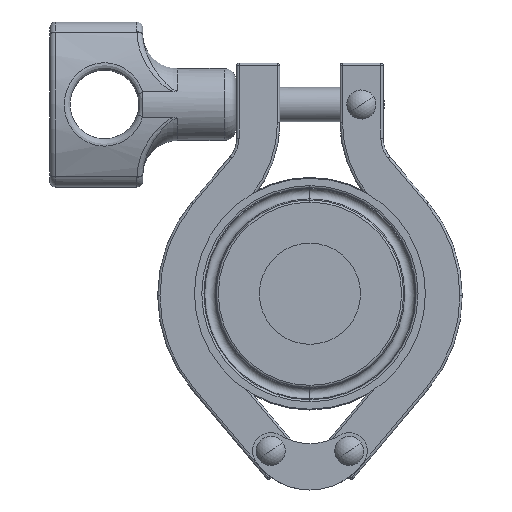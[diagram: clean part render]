
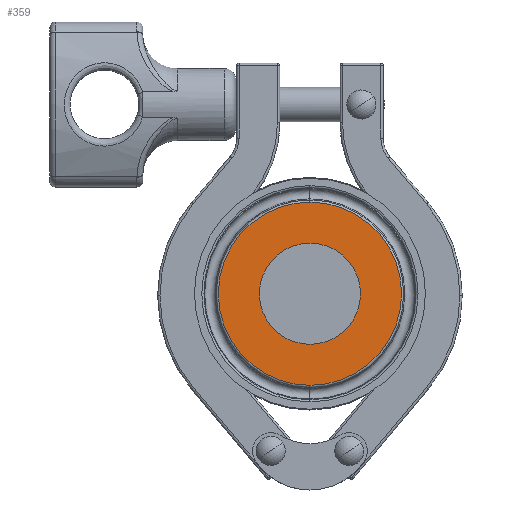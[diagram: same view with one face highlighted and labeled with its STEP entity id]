
A CAD part, front view. The second image highlights one B-rep face of the part: STEP entity #359.
In plain terms, the highlighted planar face has unit normal (0, -1, 0).
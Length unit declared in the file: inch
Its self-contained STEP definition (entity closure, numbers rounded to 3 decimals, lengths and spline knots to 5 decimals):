
#359 = ADVANCED_FACE ( 'Defeatured_0_271', ( #3636, #1620 ), #6059, .T. ) ;
#1084 = CIRCLE ( 'NONE', #11147, 0.78791 ) ;
#1127 = EDGE_LOOP ( 'NONE', ( #8284, #9374 ) ) ;
#1337 = DIRECTION ( 'NONE',  ( 0., -1., 0. ) ) ;
#1620 = FACE_OUTER_BOUND ( 'NONE', #1127, .T. ) ;
#2111 = EDGE_CURVE ( 'Defeatured_0_274+Defeatured_0_271+Defeatured_0_271+Defeatured_0_271', #9386, #12494, #4565, .T. ) ;
#2309 = AXIS2_PLACEMENT_3D ( 'NONE', #3585, #11426, #7550 ) ;
#2478 = DIRECTION ( 'NONE',  ( 0., -1., 0. ) ) ;
#2588 = VERTEX_POINT ( 'NONE', #3562 ) ;
#2640 = EDGE_CURVE ( 'Defeatured_0_271+Defeatured_0_270+Defeatured_0_270+Defeatured_0_270', #8233, #2588, #11720, .T. ) ;
#3216 = AXIS2_PLACEMENT_3D ( 'NONE', #12256, #1337, #11155 ) ;
#3499 = ORIENTED_EDGE ( 'NONE', *, *, #4229, .F. ) ;
#3562 = CARTESIAN_POINT ( 'NONE',  ( 0., -0.06, -0.78791 ) ) ;
#3585 = CARTESIAN_POINT ( 'NONE',  ( 0., -0.06, 0. ) ) ;
#3636 = FACE_BOUND ( 'NONE', #10377, .T. ) ;
#4229 = EDGE_CURVE ( 'Defeatured_0_274+Defeatured_0_271+Defeatured_0_271+Defeatured_0_271', #12494, #9386, #6536, .T. ) ;
#4565 = CIRCLE ( 'NONE', #5945, 0.435 ) ;
#4658 = CARTESIAN_POINT ( 'NONE',  ( 0., -0.06, 0. ) ) ;
#5181 = EDGE_CURVE ( 'Defeatured_0_271+Defeatured_0_270+Defeatured_0_270+Defeatured_0_270', #2588, #8233, #1084, .T. ) ;
#5475 = DIRECTION ( 'NONE',  ( 0., 0., -1. ) ) ;
#5513 = CARTESIAN_POINT ( 'NONE',  ( 0., -0.06, 0. ) ) ;
#5945 = AXIS2_PLACEMENT_3D ( 'NONE', #4658, #6657, #5475 ) ;
#6059 = PLANE ( 'NONE',  #9791 ) ;
#6146 = DIRECTION ( 'NONE',  ( 0., 0., -1. ) ) ;
#6523 = CARTESIAN_POINT ( 'NONE',  ( 0., -0.06, -0.435 ) ) ;
#6536 = CIRCLE ( 'NONE', #2309, 0.435 ) ;
#6657 = DIRECTION ( 'NONE',  ( 0., -1., 0. ) ) ;
#7550 = DIRECTION ( 'NONE',  ( 0., 0., -1. ) ) ;
#7644 = ORIENTED_EDGE ( 'NONE', *, *, #2111, .F. ) ;
#8233 = VERTEX_POINT ( 'NONE', #12314 ) ;
#8284 = ORIENTED_EDGE ( 'NONE', *, *, #5181, .T. ) ;
#9374 = ORIENTED_EDGE ( 'NONE', *, *, #2640, .T. ) ;
#9386 = VERTEX_POINT ( 'NONE', #6523 ) ;
#9791 = AXIS2_PLACEMENT_3D ( 'NONE', #10071, #11063, #6146 ) ;
#10071 = CARTESIAN_POINT ( 'NONE',  ( 0.80115, -0.06, 0. ) ) ;
#10377 = EDGE_LOOP ( 'NONE', ( #7644, #3499 ) ) ;
#10454 = CARTESIAN_POINT ( 'NONE',  ( 0., -0.06, 0.435 ) ) ;
#11063 = DIRECTION ( 'NONE',  ( 0., -1., 0. ) ) ;
#11147 = AXIS2_PLACEMENT_3D ( 'NONE', #5513, #2478, #11345 ) ;
#11155 = DIRECTION ( 'NONE',  ( 0., 0., -1. ) ) ;
#11345 = DIRECTION ( 'NONE',  ( 0., 0., -1. ) ) ;
#11426 = DIRECTION ( 'NONE',  ( 0., -1., 0. ) ) ;
#11720 = CIRCLE ( 'NONE', #3216, 0.78791 ) ;
#12256 = CARTESIAN_POINT ( 'NONE',  ( 0., -0.06, 0. ) ) ;
#12314 = CARTESIAN_POINT ( 'NONE',  ( 0., -0.06, 0.78791 ) ) ;
#12494 = VERTEX_POINT ( 'NONE', #10454 ) ;
